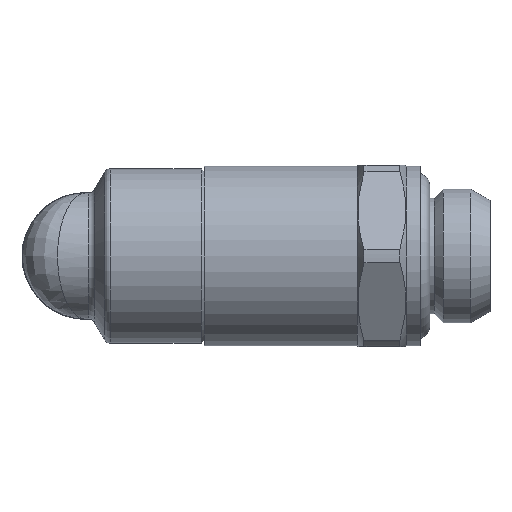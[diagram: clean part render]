
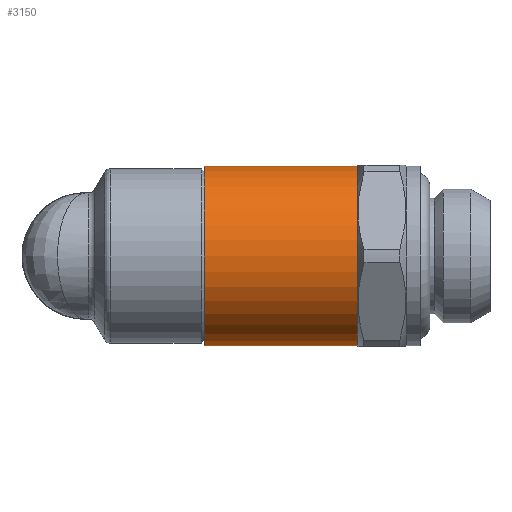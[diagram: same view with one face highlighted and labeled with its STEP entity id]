
A CAD part, left-side view. The second image highlights one B-rep face of the part: STEP entity #3150.
In plain terms, the highlighted cylindrical face has radius 6.45 mm (diameter 12.9 mm), a partial arc.
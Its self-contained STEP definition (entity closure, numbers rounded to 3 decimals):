
#3 = DIRECTION ( 'NONE',  ( 0., 0., -1. ) ) ;
#13 = DIRECTION ( 'NONE',  ( 0., -1., 0. ) ) ;
#18 = CARTESIAN_POINT ( 'NONE',  ( 0., -8.5, 0. ) ) ;
#19 = AXIS2_PLACEMENT_3D ( 'NONE', #18, #13, #3 ) ;
#20 = CIRCLE ( 'NONE', #19, 6.45 ) ;
#185 = CYLINDRICAL_SURFACE ( 'NONE', #193, 6.45 ) ;
#193 = AXIS2_PLACEMENT_3D ( 'NONE', #210, #213, #212 ) ;
#210 = CARTESIAN_POINT ( 'NONE',  ( 0., -29., 0. ) ) ;
#212 = DIRECTION ( 'NONE',  ( 0., 0., -1. ) ) ;
#213 = DIRECTION ( 'NONE',  ( 0., -1., 0. ) ) ;
#219 = FACE_OUTER_BOUND ( 'NONE', #3151, .T. ) ;
#233 = CARTESIAN_POINT ( 'NONE',  ( 0., -19.5, -6.45 ) ) ;
#264 = DIRECTION ( 'NONE',  ( 0., -1., 0. ) ) ;
#271 = VECTOR ( 'NONE', #264, 1000. ) ;
#291 = CARTESIAN_POINT ( 'NONE',  ( 0., -19.5, 6.45 ) ) ;
#322 = CARTESIAN_POINT ( 'NONE',  ( 0., -29., -6.45 ) ) ;
#323 = LINE ( 'NONE', #322, #271 ) ;
#378 = CARTESIAN_POINT ( 'NONE',  ( 0., -8.5, 6.45 ) ) ;
#379 = CARTESIAN_POINT ( 'NONE',  ( 0., -8.5, -6.45 ) ) ;
#380 = LINE ( 'NONE', #382, #394 ) ;
#382 = CARTESIAN_POINT ( 'NONE',  ( 0., -29., 6.45 ) ) ;
#393 = DIRECTION ( 'NONE',  ( 0., -1., 0. ) ) ;
#394 = VECTOR ( 'NONE', #393, 1000. ) ;
#3071 = ORIENTED_EDGE ( 'NONE', *, *, #3076, .F. ) ;
#3076 = EDGE_CURVE ( 'NONE', #3243, #3173, #3848, .T. ) ;
#3087 = EDGE_CURVE ( 'NONE', #3229, #3227, #20, .T. ) ;
#3150 = ADVANCED_FACE ( 'NONE', ( #219 ), #185, .T. ) ;
#3151 = EDGE_LOOP ( 'NONE', ( #3154, #3152, #3153, #3071 ) ) ;
#3152 = ORIENTED_EDGE ( 'NONE', *, *, #3087, .T. ) ;
#3153 = ORIENTED_EDGE ( 'NONE', *, *, #3240, .T. ) ;
#3154 = ORIENTED_EDGE ( 'NONE', *, *, #3226, .F. ) ;
#3173 = VERTEX_POINT ( 'NONE', #233 ) ;
#3226 = EDGE_CURVE ( 'NONE', #3229, #3243, #380, .T. ) ;
#3227 = VERTEX_POINT ( 'NONE', #379 ) ;
#3229 = VERTEX_POINT ( 'NONE', #378 ) ;
#3240 = EDGE_CURVE ( 'NONE', #3227, #3173, #323, .T. ) ;
#3243 = VERTEX_POINT ( 'NONE', #291 ) ;
#3709 = CARTESIAN_POINT ( 'NONE',  ( 0., -19.5, 0. ) ) ;
#3710 = AXIS2_PLACEMENT_3D ( 'NONE', #3709, #3717, #3781 ) ;
#3717 = DIRECTION ( 'NONE',  ( 0., -1., 0. ) ) ;
#3781 = DIRECTION ( 'NONE',  ( 0., 0., -1. ) ) ;
#3848 = CIRCLE ( 'NONE', #3710, 6.45 ) ;
